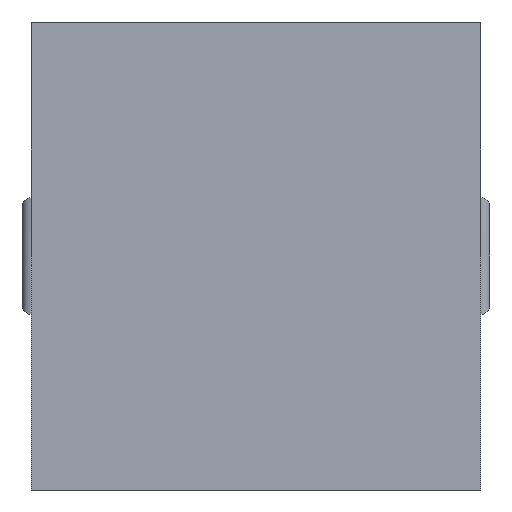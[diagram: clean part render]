
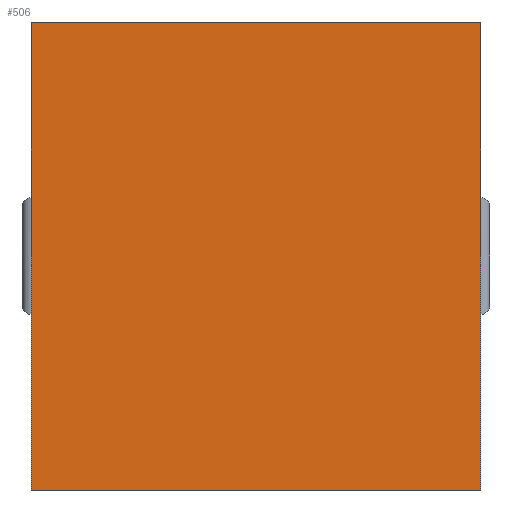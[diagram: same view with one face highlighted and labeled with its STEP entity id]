
A CAD part, front view. The second image highlights one B-rep face of the part: STEP entity #506.
In plain terms, the highlighted planar face has unit normal (0, -1, 0).
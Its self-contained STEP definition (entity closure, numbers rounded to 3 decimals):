
#51 = CARTESIAN_POINT ( 'NONE',  ( 0., 0., 7.4 ) ) ;
#145 = CARTESIAN_POINT ( 'NONE',  ( 7.1, 0., 7.4 ) ) ;
#409 = EDGE_LOOP ( 'NONE', ( #2104, #1982, #415, #999 ) ) ;
#415 = ORIENTED_EDGE ( 'NONE', *, *, #2294, .F. ) ;
#506 = ADVANCED_FACE ( 'NONE', ( #863 ), #3237, .F. ) ;
#507 = VERTEX_POINT ( 'NONE', #2478 ) ;
#517 = VECTOR ( 'NONE', #2761, 1000. ) ;
#662 = DIRECTION ( 'NONE',  ( 0., 1., 0. ) ) ;
#813 = CARTESIAN_POINT ( 'NONE',  ( 7.1, 0., 0. ) ) ;
#862 = LINE ( 'NONE', #2221, #517 ) ;
#863 = FACE_OUTER_BOUND ( 'NONE', #409, .T. ) ;
#926 = DIRECTION ( 'NONE',  ( 0., 0., -1. ) ) ;
#999 = ORIENTED_EDGE ( 'NONE', *, *, #2713, .T. ) ;
#1165 = CARTESIAN_POINT ( 'NONE',  ( 0., 0., 7.4 ) ) ;
#1358 = LINE ( 'NONE', #145, #2093 ) ;
#1492 = EDGE_CURVE ( 'NONE', #2347, #2572, #2851, .T. ) ;
#1787 = EDGE_CURVE ( 'NONE', #507, #2572, #1358, .T. ) ;
#1961 = CARTESIAN_POINT ( 'NONE',  ( 0., 0., 0. ) ) ;
#1975 = VECTOR ( 'NONE', #2126, 1000. ) ;
#1982 = ORIENTED_EDGE ( 'NONE', *, *, #1787, .F. ) ;
#2093 = VECTOR ( 'NONE', #926, 1000. ) ;
#2104 = ORIENTED_EDGE ( 'NONE', *, *, #1492, .T. ) ;
#2126 = DIRECTION ( 'NONE',  ( 1., 0., 0. ) ) ;
#2193 = DIRECTION ( 'NONE',  ( 0., 0., 1. ) ) ;
#2194 = LINE ( 'NONE', #51, #2401 ) ;
#2221 = CARTESIAN_POINT ( 'NONE',  ( 0., 0., 7.4 ) ) ;
#2294 = EDGE_CURVE ( 'NONE', #2534, #507, #862, .T. ) ;
#2347 = VERTEX_POINT ( 'NONE', #1961 ) ;
#2401 = VECTOR ( 'NONE', #2416, 1000. ) ;
#2416 = DIRECTION ( 'NONE',  ( 0., 0., -1. ) ) ;
#2478 = CARTESIAN_POINT ( 'NONE',  ( 7.1, 0., 7.4 ) ) ;
#2496 = AXIS2_PLACEMENT_3D ( 'NONE', #1165, #662, #2193 ) ;
#2534 = VERTEX_POINT ( 'NONE', #2828 ) ;
#2572 = VERTEX_POINT ( 'NONE', #813 ) ;
#2713 = EDGE_CURVE ( 'NONE', #2534, #2347, #2194, .T. ) ;
#2761 = DIRECTION ( 'NONE',  ( 1., 0., 0. ) ) ;
#2828 = CARTESIAN_POINT ( 'NONE',  ( 0., 0., 7.4 ) ) ;
#2851 = LINE ( 'NONE', #2923, #1975 ) ;
#2923 = CARTESIAN_POINT ( 'NONE',  ( 0., 0., 0. ) ) ;
#3237 = PLANE ( 'NONE',  #2496 ) ;
